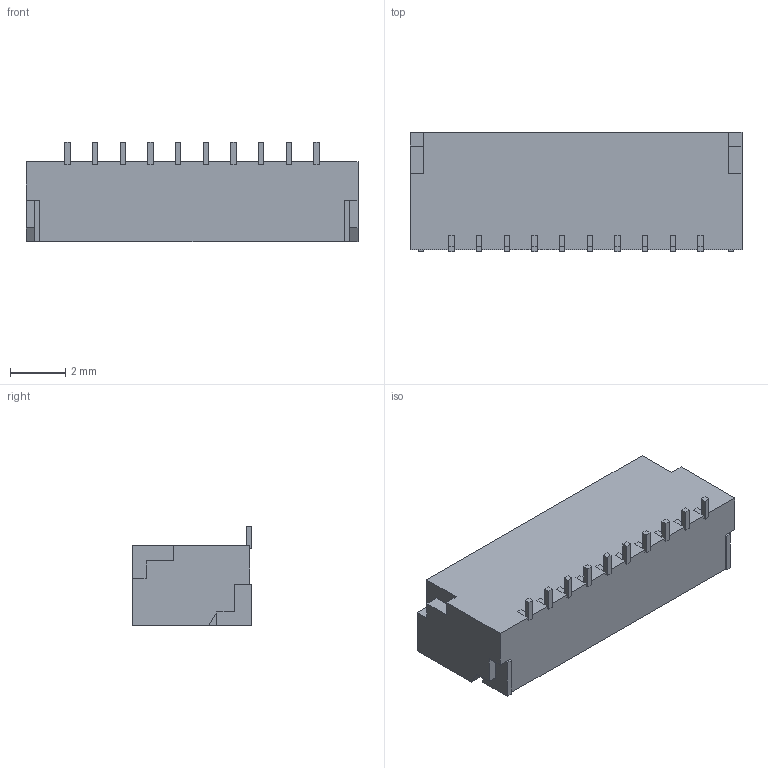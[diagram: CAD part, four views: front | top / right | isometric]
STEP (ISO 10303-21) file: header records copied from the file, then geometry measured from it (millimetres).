
FILE_DESCRIPTION (( 'STEP AP214' ), '1' );
FILE_NAME ('JST_SH_BM10B-SRSS-TB.STEP', '2021-01-14T14:16:47+00:00', 'Stefan Hamminga', '', '', '', '');
FILE_SCHEMA (( 'AUTOMOTIVE_DESIGN' ));
Length unit declared in the file: millimetre
Products named in the file (1): JST_SH_BM10B-SRSS-TB
Bounding box: 12 x 4.32 x 3.6 mm (x, y, z)
Volume: 83.9 mm3; surface area: 348.7 mm2
Topology: 13 solids, 13 shells, 175 faces, 444 edges, 296 vertices
Faces by surface type: plane 175
Entity records: 6576 total; most frequent: CARTESIAN_POINT 916, ORIENTED_EDGE 888, DIRECTION 796, LINE 444, VECTOR 444, EDGE_CURVE 444, VERTEX_POINT 296, AXIS2_PLACEMENT_3D 176
